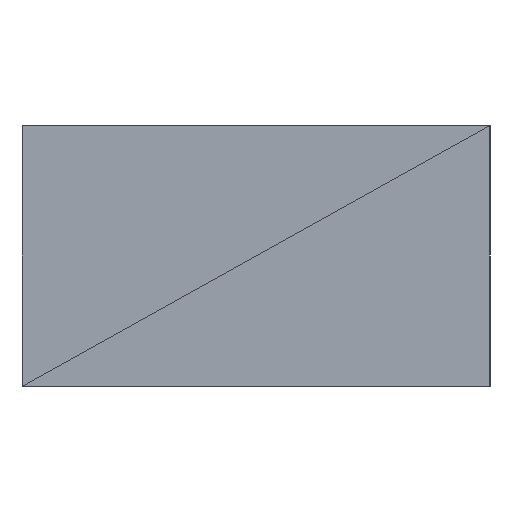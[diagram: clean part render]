
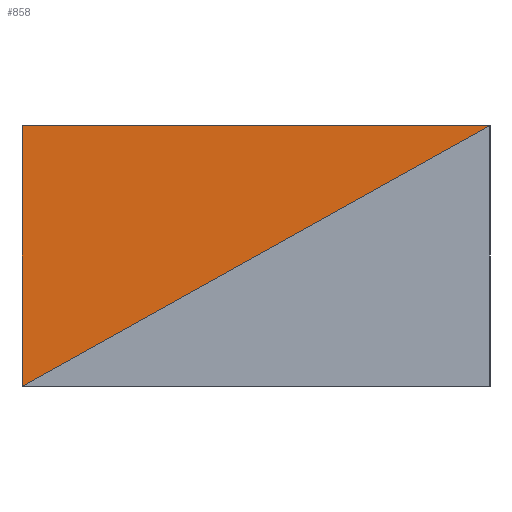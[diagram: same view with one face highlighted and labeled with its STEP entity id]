
A CAD part, left-side view. The second image highlights one B-rep face of the part: STEP entity #858.
In plain terms, the highlighted planar face has unit normal (-1, 0, 0).
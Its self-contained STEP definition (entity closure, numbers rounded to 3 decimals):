
#858=ADVANCED_FACE('',(#859),#885,.F.);
#859=FACE_OUTER_BOUND('',#860,.T.);
#860=EDGE_LOOP('',(#861,#863,#865));
#861=ORIENTED_EDGE('',*,*,#862,.T.);
#862=EDGE_CURVE('',#867,#869,#871,.T.);
#863=ORIENTED_EDGE('',*,*,#864,.T.);
#864=EDGE_CURVE('',#869,#875,#877,.T.);
#865=ORIENTED_EDGE('',*,*,#866,.T.);
#866=EDGE_CURVE('',#875,#867,#881,.T.);
#867=VERTEX_POINT('',#868);
#868=CARTESIAN_POINT('',(-1.702,1.346,0.0));
#869=VERTEX_POINT('',#870);
#870=CARTESIAN_POINT('',(-1.702,1.346,1.499));
#871=LINE('',#872,#873);
#872=CARTESIAN_POINT('',(-1.702,1.346,0.0));
#873=VECTOR('',#874,1.0);
#874=DIRECTION('',(0.0,0.0,-1.0));
#875=VERTEX_POINT('',#876);
#876=CARTESIAN_POINT('',(-1.702,-1.346,1.499));
#877=LINE('',#878,#879);
#878=CARTESIAN_POINT('',(-1.702,1.346,1.499));
#879=VECTOR('',#880,1.0);
#880=DIRECTION('',(0.0,1.0,0.0));
#881=LINE('',#882,#883);
#882=CARTESIAN_POINT('',(-1.702,-1.346,1.499));
#883=VECTOR('',#884,1.0);
#884=DIRECTION('',(0.0,-0.874,0.486));
#885=PLANE('',#886);
#886=AXIS2_PLACEMENT_3D('',#887,#888,#889);
#887=CARTESIAN_POINT('',(-1.702,1.346,1.499));
#888=DIRECTION('',(1.0,0.0,0.0));
#889=DIRECTION('',(0.0,0.874,-0.486));
